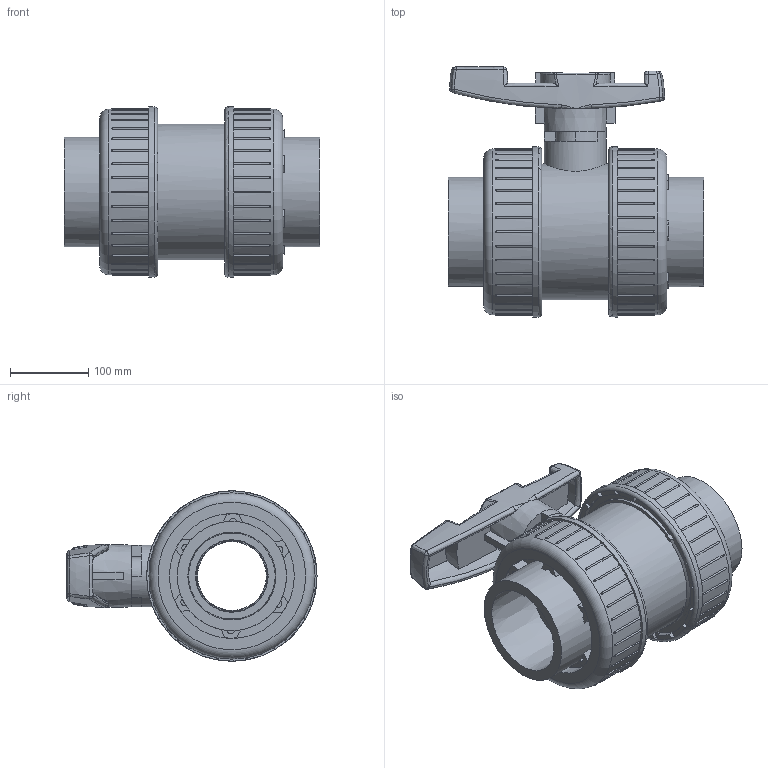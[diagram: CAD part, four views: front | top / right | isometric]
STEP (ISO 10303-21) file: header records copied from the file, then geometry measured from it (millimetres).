
FILE_DESCRIPTION(/* description */ (''),/* implementation_level */ '2;1');
FILE_NAME(/* name */ '110双由令球阀(灰）.stp',/* time_stamp */ '2023-08-05T14:51:06+08:00',/* author */ (''),/* organization */ (''),/* preprocessor_version */ 'ST-DEVELOPER v16',/* originating_system */ 'SIEMENS PLM Software NX 10.0',/* authorisation */ '');
FILE_SCHEMA (('AUTOMOTIVE_DESIGN { 1 0 10303 214 3 1 1 1 }'));
Length unit declared in the file: millimetre
Products named in the file (1): gelv05102A4Cw631
Bounding box: 326.89 x 320.16 x 218.08 mm (x, y, z)
Volume: 6331902 mm3; surface area: 1083562.1 mm2
Topology: 16 solids, 16 shells, 837 faces, 2401 edges, 1537 vertices
Faces by surface type: plane 399, cylinder 226, sphere 85, bspline 67, torus 53, cone 7
Full cylindrical faces by diameter (mm): 39.44 x4, 48.72 x3, 51.04 x1, 53.36 x2, 58 x1, 79.196 x1, 88.16 x1, 90.48 x2, 92.8 x4, 104.864 x3, 106.72 x1, 109.04 x3, 117.392 x3, 118.32 x1, 128.76 x1, 130.245 x3, 137.808 x3, 140 x2, 142.68 x1, 150.8 x1, 153.12 x2, 154.048 x1, 160 x2, 167.968 x2, 174 x8, 197.2 x2, 212.28 x2, 218.08 x2
Entity records: 39318 total; most frequent: CARTESIAN_POINT 19481, ORIENTED_EDGE 4144, DIRECTION 3982, EDGE_CURVE 2072, AXIS2_PLACEMENT_3D 1570, VERTEX_POINT 1403, EDGE_LOOP 985, LINE 842
